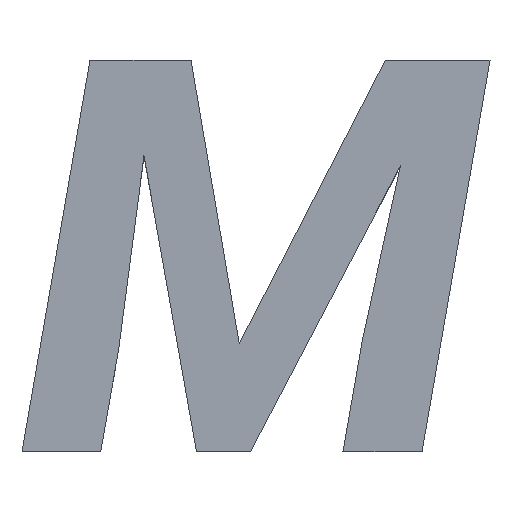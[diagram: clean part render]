
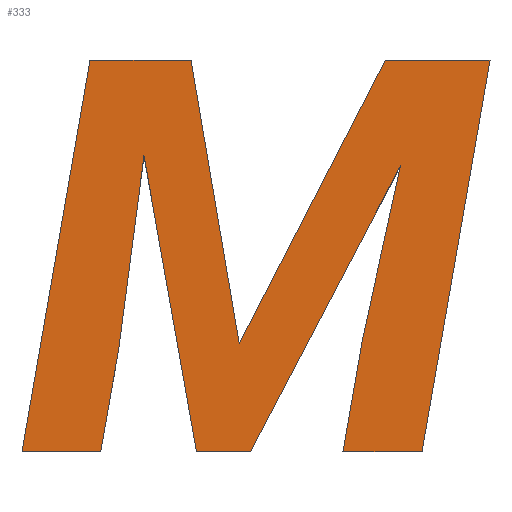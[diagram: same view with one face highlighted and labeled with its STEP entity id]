
A CAD part, top view. The second image highlights one B-rep face of the part: STEP entity #333.
In plain terms, the highlighted planar face has unit normal (0, 0, 1).
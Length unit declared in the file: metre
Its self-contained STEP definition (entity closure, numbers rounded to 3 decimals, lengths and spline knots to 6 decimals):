
#83=ORIENTED_EDGE('',*,*,#118,.F.);
#84=ORIENTED_EDGE('',*,*,#121,.F.);
#85=ORIENTED_EDGE('',*,*,#123,.F.);
#86=ORIENTED_EDGE('',*,*,#125,.F.);
#87=ORIENTED_EDGE('',*,*,#127,.F.);
#88=ORIENTED_EDGE('',*,*,#129,.F.);
#89=ORIENTED_EDGE('',*,*,#131,.F.);
#90=ORIENTED_EDGE('',*,*,#133,.F.);
#91=ORIENTED_EDGE('',*,*,#135,.F.);
#92=ORIENTED_EDGE('',*,*,#137,.F.);
#93=ORIENTED_EDGE('',*,*,#139,.F.);
#94=ORIENTED_EDGE('',*,*,#141,.F.);
#95=ORIENTED_EDGE('',*,*,#143,.F.);
#96=ORIENTED_EDGE('',*,*,#145,.F.);
#97=ORIENTED_EDGE('',*,*,#146,.F.);
#118=EDGE_CURVE('',#162,#163,#193,.T.);
#121=EDGE_CURVE('',#164,#162,#196,.T.);
#123=EDGE_CURVE('',#165,#164,#198,.T.);
#125=EDGE_CURVE('',#166,#165,#200,.T.);
#127=EDGE_CURVE('',#167,#166,#202,.T.);
#129=EDGE_CURVE('',#168,#167,#204,.T.);
#131=EDGE_CURVE('',#169,#168,#206,.T.);
#133=EDGE_CURVE('',#170,#169,#208,.T.);
#135=EDGE_CURVE('',#171,#170,#210,.T.);
#137=EDGE_CURVE('',#172,#171,#212,.T.);
#139=EDGE_CURVE('',#173,#172,#214,.T.);
#141=EDGE_CURVE('',#174,#173,#216,.T.);
#143=EDGE_CURVE('',#175,#174,#218,.T.);
#145=EDGE_CURVE('',#176,#175,#220,.T.);
#146=EDGE_CURVE('',#163,#176,#221,.T.);
#162=VERTEX_POINT('',#480);
#163=VERTEX_POINT('',#482);
#164=VERTEX_POINT('',#486);
#165=VERTEX_POINT('',#490);
#166=VERTEX_POINT('',#494);
#167=VERTEX_POINT('',#498);
#168=VERTEX_POINT('',#502);
#169=VERTEX_POINT('',#506);
#170=VERTEX_POINT('',#510);
#171=VERTEX_POINT('',#514);
#172=VERTEX_POINT('',#518);
#173=VERTEX_POINT('',#522);
#174=VERTEX_POINT('',#526);
#175=VERTEX_POINT('',#530);
#176=VERTEX_POINT('',#534);
#193=LINE('',#481,#238);
#196=LINE('',#487,#241);
#198=LINE('',#491,#243);
#200=LINE('',#495,#245);
#202=LINE('',#499,#247);
#204=LINE('',#503,#249);
#206=LINE('',#507,#251);
#208=LINE('',#511,#253);
#210=LINE('',#515,#255);
#212=LINE('',#519,#257);
#214=LINE('',#523,#259);
#216=LINE('',#527,#261);
#218=LINE('',#531,#263);
#220=LINE('',#535,#265);
#221=LINE('',#537,#266);
#238=VECTOR('',#387,1.);
#241=VECTOR('',#392,1.);
#243=VECTOR('',#396,1.);
#245=VECTOR('',#400,1.);
#247=VECTOR('',#404,1.);
#249=VECTOR('',#408,1.);
#251=VECTOR('',#412,1.);
#253=VECTOR('',#416,1.);
#255=VECTOR('',#420,1.);
#257=VECTOR('',#424,1.);
#259=VECTOR('',#428,1.);
#261=VECTOR('',#432,1.);
#263=VECTOR('',#436,1.);
#265=VECTOR('',#440,1.);
#266=VECTOR('',#443,1.);
#282=EDGE_LOOP('',(#83,#84,#85,#86,#87,#88,#89,#90,#91,#92,#93,#94,#95,
#96,#97));
#299=FACE_BOUND('',#282,.T.);
#316=PLANE('',#363);
#333=ADVANCED_FACE('',(#299),#316,.T.);
#363=AXIS2_PLACEMENT_3D('',#536,#441,#442);
#387=DIRECTION('',(0.168,-0.986,0.));
#392=DIRECTION('',(1.,0.,0.));
#396=DIRECTION('',(0.171,0.985,0.));
#400=DIRECTION('',(-1.,0.,0.));
#404=DIRECTION('',(-0.173,-0.985,0.));
#408=DIRECTION('',(-0.13,-0.992,0.));
#412=DIRECTION('',(-0.175,0.985,0.));
#416=DIRECTION('',(-1.,0.,0.));
#420=DIRECTION('',(-0.465,-0.885,0.));
#424=DIRECTION('',(0.214,0.977,0.));
#428=DIRECTION('',(0.171,0.985,0.));
#432=DIRECTION('',(-1.,0.,0.));
#436=DIRECTION('',(-0.171,-0.985,0.));
#440=DIRECTION('',(1.,0.,0.));
#441=DIRECTION('',(0.,0.,1.));
#442=DIRECTION('',(1.,0.,0.));
#443=DIRECTION('',(0.458,0.889,0.));
#480=CARTESIAN_POINT('',(0.187445,-0.060855,0.0012));
#481=CARTESIAN_POINT('',(0.187797,-0.062923,0.0012));
#482=CARTESIAN_POINT('',(0.188149,-0.06499,0.0012));
#486=CARTESIAN_POINT('',(0.185969,-0.060855,0.0012));
#487=CARTESIAN_POINT('',(0.186707,-0.060855,0.0012));
#490=CARTESIAN_POINT('',(0.184976,-0.066573,0.0012));
#491=CARTESIAN_POINT('',(0.185473,-0.063714,0.0012));
#494=CARTESIAN_POINT('',(0.186126,-0.066573,0.0012));
#495=CARTESIAN_POINT('',(0.185551,-0.066573,0.0012));
#498=CARTESIAN_POINT('',(0.18639,-0.065068,0.0012));
#499=CARTESIAN_POINT('',(0.186258,-0.06582,0.0012));
#502=CARTESIAN_POINT('',(0.186758,-0.062252,0.0012));
#503=CARTESIAN_POINT('',(0.186574,-0.06366,0.0012));
#506=CARTESIAN_POINT('',(0.187525,-0.066573,0.0012));
#507=CARTESIAN_POINT('',(0.187141,-0.064412,0.0012));
#510=CARTESIAN_POINT('',(0.188314,-0.066573,0.0012));
#511=CARTESIAN_POINT('',(0.187919,-0.066573,0.0012));
#514=CARTESIAN_POINT('',(0.190505,-0.062398,0.0012));
#515=CARTESIAN_POINT('',(0.18941,-0.064485,0.0012));
#518=CARTESIAN_POINT('',(0.189947,-0.064943,0.0012));
#519=CARTESIAN_POINT('',(0.190226,-0.06367,0.0012));
#522=CARTESIAN_POINT('',(0.189665,-0.066573,0.0012));
#523=CARTESIAN_POINT('',(0.189806,-0.065758,0.0012));
#526=CARTESIAN_POINT('',(0.190819,-0.066573,0.0012));
#527=CARTESIAN_POINT('',(0.190242,-0.066573,0.0012));
#530=CARTESIAN_POINT('',(0.191812,-0.060855,0.0012));
#531=CARTESIAN_POINT('',(0.191316,-0.063714,0.0012));
#534=CARTESIAN_POINT('',(0.190282,-0.060855,0.0012));
#535=CARTESIAN_POINT('',(0.191047,-0.060855,0.0012));
#536=CARTESIAN_POINT('',(0.07858,-0.042385,0.0012));
#537=CARTESIAN_POINT('',(0.189215,-0.062923,0.0012));
